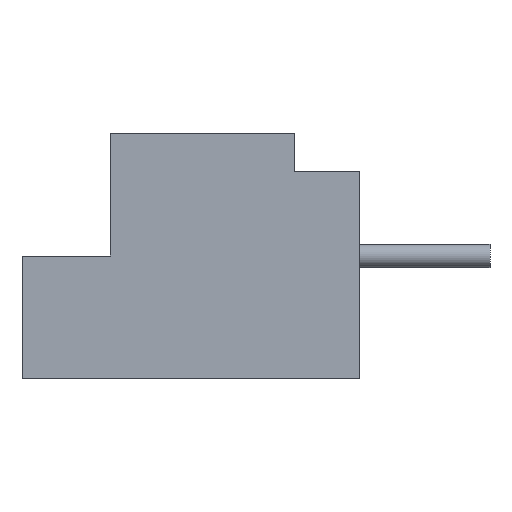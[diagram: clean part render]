
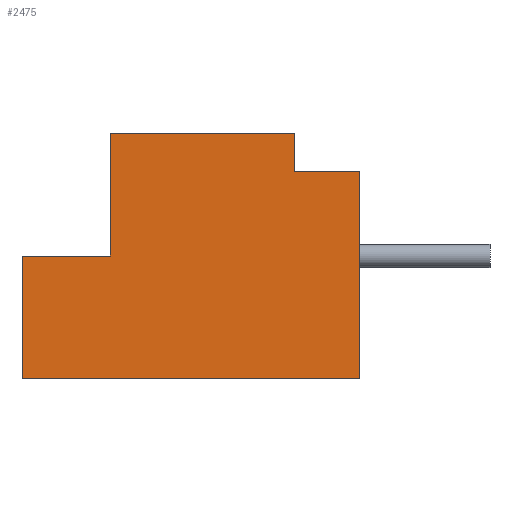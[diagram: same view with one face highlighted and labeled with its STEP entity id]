
A CAD part, left-side view. The second image highlights one B-rep face of the part: STEP entity #2475.
In plain terms, the highlighted planar face has unit normal (-1, 0, 0).
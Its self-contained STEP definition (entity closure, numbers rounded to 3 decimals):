
#767 = CARTESIAN_POINT ( 'NONE',  ( -11.25, 0., -3.2 ) ) ;
#768 = DIRECTION ( 'NONE',  ( 0., 0., -1. ) ) ;
#769 = VECTOR ( 'NONE', #768, 1000. ) ;
#770 = CARTESIAN_POINT ( 'NONE',  ( -11.25, 0., 3.2 ) ) ;
#771 = LINE ( 'NONE', #770, #769 ) ;
#772 = CARTESIAN_POINT ( 'NONE',  ( -11.25, 0., 2.2 ) ) ;
#773 = DIRECTION ( 'NONE',  ( 0., -1., 0. ) ) ;
#774 = VECTOR ( 'NONE', #773, 1000. ) ;
#775 = CARTESIAN_POINT ( 'NONE',  ( -11.25, 1.7, 2.2 ) ) ;
#776 = LINE ( 'NONE', #775, #774 ) ;
#777 = DIRECTION ( 'NONE',  ( 0., 0., 1. ) ) ;
#778 = VECTOR ( 'NONE', #777, 1000. ) ;
#779 = CARTESIAN_POINT ( 'NONE',  ( -11.25, 1.7, 2.2 ) ) ;
#780 = LINE ( 'NONE', #779, #778 ) ;
#800 = DIRECTION ( 'NONE',  ( 0., 1., 0. ) ) ;
#801 = DIRECTION ( 'NONE',  ( 1., 0., 0. ) ) ;
#802 = CARTESIAN_POINT ( 'NONE',  ( -11.25, 8.8, 3.2 ) ) ;
#803 = AXIS2_PLACEMENT_3D ( 'NONE', #802, #801, #800 ) ;
#804 = PLANE ( 'NONE',  #803 ) ;
#820 = FACE_OUTER_BOUND ( 'NONE', #2474, .T. ) ;
#821 = CARTESIAN_POINT ( 'NONE',  ( -11.25, 1.7, 3.2 ) ) ;
#822 = DIRECTION ( 'NONE',  ( 0., -1., 0. ) ) ;
#823 = VECTOR ( 'NONE', #822, 1000. ) ;
#824 = CARTESIAN_POINT ( 'NONE',  ( -11.25, 8.8, 3.2 ) ) ;
#825 = LINE ( 'NONE', #824, #823 ) ;
#848 = CARTESIAN_POINT ( 'NONE',  ( -11.25, 6.5, 3.2 ) ) ;
#1021 = CARTESIAN_POINT ( 'NONE',  ( -11.25, 1.7, 2.2 ) ) ;
#1026 = CARTESIAN_POINT ( 'NONE',  ( -11.25, 6.5, 0. ) ) ;
#1027 = DIRECTION ( 'NONE',  ( 0., 0., -1. ) ) ;
#1028 = VECTOR ( 'NONE', #1027, 1000. ) ;
#1029 = CARTESIAN_POINT ( 'NONE',  ( -11.25, 6.5, 3.2 ) ) ;
#1030 = LINE ( 'NONE', #1029, #1028 ) ;
#1031 = DIRECTION ( 'NONE',  ( 0., 1., 0. ) ) ;
#1032 = VECTOR ( 'NONE', #1031, 1000. ) ;
#1033 = CARTESIAN_POINT ( 'NONE',  ( -11.25, 8.8, 0. ) ) ;
#1034 = LINE ( 'NONE', #1033, #1032 ) ;
#1189 = EDGE_CURVE ( 'NONE', #1233, #2446, #2724, .T. ) ;
#1202 = ORIENTED_EDGE ( 'NONE', *, *, #2445, .F. ) ;
#1207 = ORIENTED_EDGE ( 'NONE', *, *, #1189, .T. ) ;
#1233 = VERTEX_POINT ( 'NONE', #2814 ) ;
#1251 = EDGE_CURVE ( 'NONE', #1331, #1233, #2849, .T. ) ;
#1331 = VERTEX_POINT ( 'NONE', #3241 ) ;
#2234 = ORIENTED_EDGE ( 'NONE', *, *, #1251, .T. ) ;
#2443 = VERTEX_POINT ( 'NONE', #772 ) ;
#2445 = EDGE_CURVE ( 'NONE', #2443, #2446, #771, .T. ) ;
#2446 = VERTEX_POINT ( 'NONE', #767 ) ;
#2466 = ORIENTED_EDGE ( 'NONE', *, *, #2467, .T. ) ;
#2467 = EDGE_CURVE ( 'NONE', #2550, #2473, #780, .T. ) ;
#2468 = EDGE_CURVE ( 'NONE', #2550, #2443, #776, .T. ) ;
#2469 = ORIENTED_EDGE ( 'NONE', *, *, #2472, .F. ) ;
#2470 = ORIENTED_EDGE ( 'NONE', *, *, #2546, .T. ) ;
#2472 = EDGE_CURVE ( 'NONE', #2480, #2473, #825, .T. ) ;
#2473 = VERTEX_POINT ( 'NONE', #821 ) ;
#2474 = EDGE_LOOP ( 'NONE', ( #2551, #2466, #2469, #2470, #2544, #2234, #1207, #1202 ) ) ;
#2475 = ADVANCED_FACE ( 'NONE', ( #820 ), #804, .F. ) ;
#2480 = VERTEX_POINT ( 'NONE', #848 ) ;
#2544 = ORIENTED_EDGE ( 'NONE', *, *, #2545, .T. ) ;
#2545 = EDGE_CURVE ( 'NONE', #2547, #1331, #1034, .T. ) ;
#2546 = EDGE_CURVE ( 'NONE', #2480, #2547, #1030, .T. ) ;
#2547 = VERTEX_POINT ( 'NONE', #1026 ) ;
#2550 = VERTEX_POINT ( 'NONE', #1021 ) ;
#2551 = ORIENTED_EDGE ( 'NONE', *, *, #2468, .F. ) ;
#2722 = VECTOR ( 'NONE', #2785, 1000. ) ;
#2723 = CARTESIAN_POINT ( 'NONE',  ( -11.25, 8.8, -3.2 ) ) ;
#2724 = LINE ( 'NONE', #2723, #2722 ) ;
#2785 = DIRECTION ( 'NONE',  ( 0., -1., 0. ) ) ;
#2814 = CARTESIAN_POINT ( 'NONE',  ( -11.25, 8.8, -3.2 ) ) ;
#2846 = DIRECTION ( 'NONE',  ( 0., 0., -1. ) ) ;
#2847 = VECTOR ( 'NONE', #2846, 1000. ) ;
#2848 = CARTESIAN_POINT ( 'NONE',  ( -11.25, 8.8, 3.2 ) ) ;
#2849 = LINE ( 'NONE', #2848, #2847 ) ;
#3241 = CARTESIAN_POINT ( 'NONE',  ( -11.25, 8.8, 0. ) ) ;
